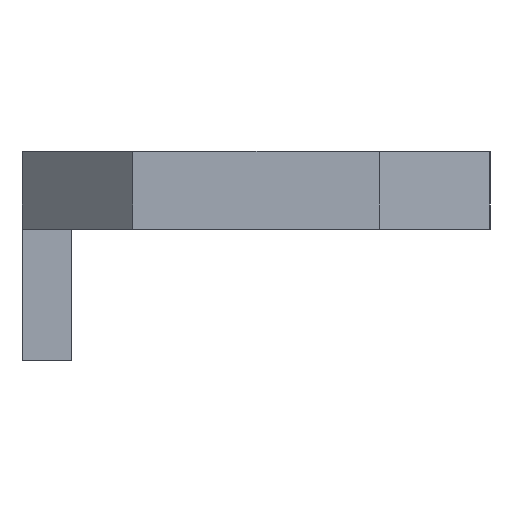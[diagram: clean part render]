
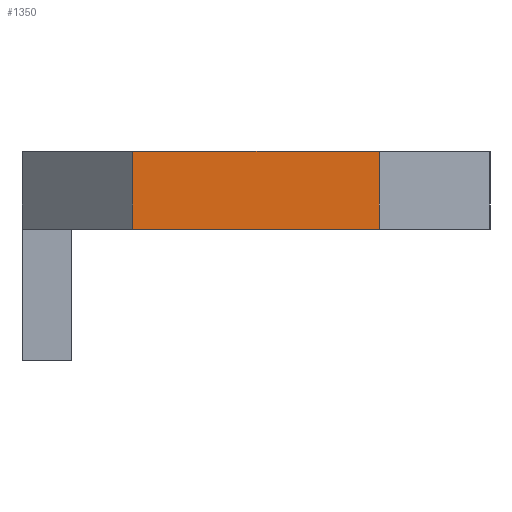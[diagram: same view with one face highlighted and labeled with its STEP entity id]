
A CAD part, left-side view. The second image highlights one B-rep face of the part: STEP entity #1350.
In plain terms, the highlighted planar face has unit normal (-1, 0, 0).
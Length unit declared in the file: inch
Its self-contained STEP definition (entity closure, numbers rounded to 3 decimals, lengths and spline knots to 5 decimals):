
#96 = VECTOR ( 'NONE', #2944, 39.37008 ) ;
#133 = ORIENTED_EDGE ( 'NONE', *, *, #3016, .T. ) ;
#191 = PLANE ( 'NONE',  #1988 ) ;
#379 = CARTESIAN_POINT ( 'NONE',  ( 0., 0.135, 0.08 ) ) ;
#456 = EDGE_CURVE ( 'NONE', #2470, #1077, #1764, .T. ) ;
#570 = VECTOR ( 'NONE', #1392, 39.37008 ) ;
#595 = CARTESIAN_POINT ( 'NONE',  ( 0., 0.135, 0.095 ) ) ;
#915 = DIRECTION ( 'NONE',  ( 0., -1., 0. ) ) ;
#920 = EDGE_LOOP ( 'NONE', ( #1956, #2263, #2346, #133 ) ) ;
#1077 = VERTEX_POINT ( 'NONE', #2164 ) ;
#1084 = VERTEX_POINT ( 'NONE', #2600 ) ;
#1118 = DIRECTION ( 'NONE',  ( 0., 0., -1. ) ) ;
#1326 = FACE_OUTER_BOUND ( 'NONE', #920, .T. ) ;
#1350 = ADVANCED_FACE ( 'NONE', ( #1326 ), #191, .F. ) ;
#1392 = DIRECTION ( 'NONE',  ( 0., -1., 0. ) ) ;
#1421 = CARTESIAN_POINT ( 'NONE',  ( 0., 0.435, 0.095 ) ) ;
#1682 = VECTOR ( 'NONE', #915, 39.37008 ) ;
#1764 = LINE ( 'NONE', #3013, #570 ) ;
#1766 = DIRECTION ( 'NONE',  ( 1., 0., 0. ) ) ;
#1920 = VERTEX_POINT ( 'NONE', #595 ) ;
#1956 = ORIENTED_EDGE ( 'NONE', *, *, #456, .T. ) ;
#1988 = AXIS2_PLACEMENT_3D ( 'NONE', #379, #1766, #1118 ) ;
#2060 = EDGE_CURVE ( 'NONE', #1920, #1077, #2540, .T. ) ;
#2076 = CARTESIAN_POINT ( 'NONE',  ( 0., 0.435, 0. ) ) ;
#2113 = CARTESIAN_POINT ( 'NONE',  ( 0., 0.135, 0.08 ) ) ;
#2155 = EDGE_CURVE ( 'NONE', #1084, #1920, #3032, .T. ) ;
#2164 = CARTESIAN_POINT ( 'NONE',  ( 0., 0.135, 0. ) ) ;
#2230 = CARTESIAN_POINT ( 'NONE',  ( 0., 0.435, 0.08 ) ) ;
#2263 = ORIENTED_EDGE ( 'NONE', *, *, #2060, .F. ) ;
#2346 = ORIENTED_EDGE ( 'NONE', *, *, #2155, .F. ) ;
#2470 = VERTEX_POINT ( 'NONE', #2076 ) ;
#2519 = VECTOR ( 'NONE', #2598, 39.37008 ) ;
#2540 = LINE ( 'NONE', #2113, #2519 ) ;
#2598 = DIRECTION ( 'NONE',  ( 0., 0., -1. ) ) ;
#2600 = CARTESIAN_POINT ( 'NONE',  ( 0., 0.435, 0.095 ) ) ;
#2884 = LINE ( 'NONE', #2230, #96 ) ;
#2944 = DIRECTION ( 'NONE',  ( 0., 0., -1. ) ) ;
#3013 = CARTESIAN_POINT ( 'NONE',  ( 0., 0.135, 0. ) ) ;
#3016 = EDGE_CURVE ( 'NONE', #1084, #2470, #2884, .T. ) ;
#3032 = LINE ( 'NONE', #1421, #1682 ) ;
